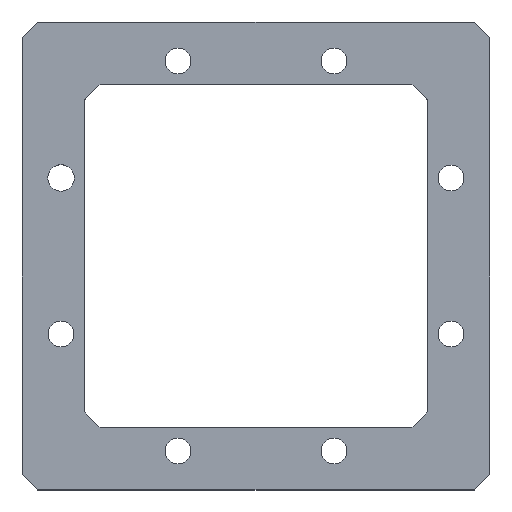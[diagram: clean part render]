
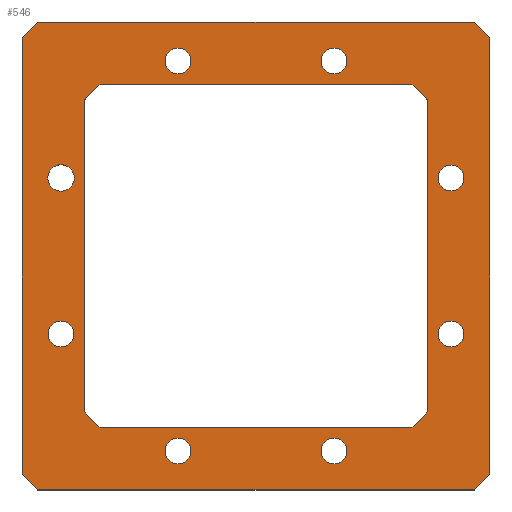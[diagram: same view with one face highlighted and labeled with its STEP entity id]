
A CAD part, top view. The second image highlights one B-rep face of the part: STEP entity #546.
In plain terms, the highlighted planar face has unit normal (0, 0, 1).
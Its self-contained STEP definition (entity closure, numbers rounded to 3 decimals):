
#31=CIRCLE('',#592,1.695);
#32=CIRCLE('',#594,1.65);
#33=CIRCLE('',#596,1.65);
#34=CIRCLE('',#598,1.65);
#35=CIRCLE('',#600,1.65);
#36=CIRCLE('',#602,1.65);
#37=CIRCLE('',#604,1.65);
#38=CIRCLE('',#606,1.65);
#48=FACE_BOUND('',#118,.T.);
#49=FACE_BOUND('',#119,.T.);
#50=FACE_BOUND('',#120,.T.);
#51=FACE_BOUND('',#121,.T.);
#52=FACE_BOUND('',#122,.T.);
#53=FACE_BOUND('',#123,.T.);
#54=FACE_BOUND('',#124,.T.);
#55=FACE_BOUND('',#125,.T.);
#56=FACE_BOUND('',#126,.T.);
#82=FACE_OUTER_BOUND('',#117,.T.);
#117=EDGE_LOOP('',(#479,#480,#481,#482,#483,#484,#485,#486));
#118=EDGE_LOOP('',(#487,#488,#489,#490,#491,#492,#493,#494));
#119=EDGE_LOOP('',(#495));
#120=EDGE_LOOP('',(#496));
#121=EDGE_LOOP('',(#497));
#122=EDGE_LOOP('',(#498));
#123=EDGE_LOOP('',(#499));
#124=EDGE_LOOP('',(#500));
#125=EDGE_LOOP('',(#501));
#126=EDGE_LOOP('',(#502));
#129=LINE('',#759,#185);
#133=LINE('',#766,#189);
#136=LINE('',#772,#192);
#139=LINE('',#778,#195);
#142=LINE('',#786,#198);
#144=LINE('',#789,#200);
#148=LINE('',#796,#204);
#149=LINE('',#798,#205);
#151=LINE('',#803,#207);
#157=LINE('',#814,#213);
#164=LINE('',#845,#220);
#167=LINE('',#850,#223);
#168=LINE('',#854,#224);
#171=LINE('',#858,#227);
#172=LINE('',#861,#228);
#182=LINE('',#896,#238);
#185=VECTOR('',#615,10.);
#189=VECTOR('',#621,10.);
#192=VECTOR('',#626,10.);
#195=VECTOR('',#631,10.);
#198=VECTOR('',#636,10.);
#200=VECTOR('',#640,10.);
#204=VECTOR('',#646,10.);
#205=VECTOR('',#649,10.);
#207=VECTOR('',#653,10.);
#213=VECTOR('',#661,10.);
#220=VECTOR('',#688,10.);
#223=VECTOR('',#693,10.);
#224=VECTOR('',#696,10.);
#227=VECTOR('',#701,10.);
#228=VECTOR('',#704,10.);
#238=VECTOR('',#748,10.);
#241=VERTEX_POINT('',#756);
#242=VERTEX_POINT('',#758);
#244=VERTEX_POINT('',#764);
#246=VERTEX_POINT('',#770);
#248=VERTEX_POINT('',#776);
#251=VERTEX_POINT('',#783);
#252=VERTEX_POINT('',#785);
#254=VERTEX_POINT('',#794);
#255=VERTEX_POINT('',#801);
#256=VERTEX_POINT('',#802);
#260=VERTEX_POINT('',#812);
#274=VERTEX_POINT('',#844);
#275=VERTEX_POINT('',#848);
#276=VERTEX_POINT('',#852);
#277=VERTEX_POINT('',#853);
#278=VERTEX_POINT('',#860);
#279=VERTEX_POINT('',#864);
#280=VERTEX_POINT('',#868);
#281=VERTEX_POINT('',#872);
#282=VERTEX_POINT('',#876);
#283=VERTEX_POINT('',#880);
#284=VERTEX_POINT('',#884);
#285=VERTEX_POINT('',#888);
#286=VERTEX_POINT('',#892);
#289=EDGE_CURVE('',#241,#242,#129,.T.);
#293=EDGE_CURVE('',#241,#244,#133,.T.);
#296=EDGE_CURVE('',#246,#244,#136,.T.);
#299=EDGE_CURVE('',#246,#248,#139,.T.);
#302=EDGE_CURVE('',#251,#252,#142,.T.);
#304=EDGE_CURVE('',#251,#242,#144,.T.);
#308=EDGE_CURVE('',#254,#248,#148,.T.);
#309=EDGE_CURVE('',#254,#252,#149,.T.);
#311=EDGE_CURVE('',#255,#256,#151,.T.);
#317=EDGE_CURVE('',#255,#260,#157,.T.);
#332=EDGE_CURVE('',#274,#260,#164,.T.);
#335=EDGE_CURVE('',#274,#275,#167,.T.);
#336=EDGE_CURVE('',#276,#277,#168,.T.);
#339=EDGE_CURVE('',#276,#256,#171,.T.);
#340=EDGE_CURVE('',#278,#275,#172,.T.);
#343=EDGE_CURVE('',#279,#279,#31,.T.);
#345=EDGE_CURVE('',#280,#280,#32,.T.);
#347=EDGE_CURVE('',#281,#281,#33,.T.);
#349=EDGE_CURVE('',#282,#282,#34,.T.);
#351=EDGE_CURVE('',#283,#283,#35,.T.);
#353=EDGE_CURVE('',#284,#284,#36,.T.);
#355=EDGE_CURVE('',#285,#285,#37,.T.);
#357=EDGE_CURVE('',#286,#286,#38,.T.);
#358=EDGE_CURVE('',#278,#277,#182,.T.);
#479=ORIENTED_EDGE('',*,*,#311,.F.);
#480=ORIENTED_EDGE('',*,*,#317,.T.);
#481=ORIENTED_EDGE('',*,*,#332,.F.);
#482=ORIENTED_EDGE('',*,*,#335,.T.);
#483=ORIENTED_EDGE('',*,*,#340,.F.);
#484=ORIENTED_EDGE('',*,*,#358,.T.);
#485=ORIENTED_EDGE('',*,*,#336,.F.);
#486=ORIENTED_EDGE('',*,*,#339,.T.);
#487=ORIENTED_EDGE('',*,*,#304,.T.);
#488=ORIENTED_EDGE('',*,*,#289,.F.);
#489=ORIENTED_EDGE('',*,*,#293,.T.);
#490=ORIENTED_EDGE('',*,*,#296,.F.);
#491=ORIENTED_EDGE('',*,*,#299,.T.);
#492=ORIENTED_EDGE('',*,*,#308,.F.);
#493=ORIENTED_EDGE('',*,*,#309,.T.);
#494=ORIENTED_EDGE('',*,*,#302,.F.);
#495=ORIENTED_EDGE('',*,*,#343,.T.);
#496=ORIENTED_EDGE('',*,*,#345,.T.);
#497=ORIENTED_EDGE('',*,*,#347,.T.);
#498=ORIENTED_EDGE('',*,*,#349,.T.);
#499=ORIENTED_EDGE('',*,*,#351,.T.);
#500=ORIENTED_EDGE('',*,*,#353,.T.);
#501=ORIENTED_EDGE('',*,*,#355,.T.);
#502=ORIENTED_EDGE('',*,*,#357,.T.);
#520=PLANE('',#608);
#546=ADVANCED_FACE('',(#82,#48,#49,#50,#51,#52,#53,#54,#55,#56),#520,.T.);
#592=AXIS2_PLACEMENT_3D('',#866,#709,#710);
#594=AXIS2_PLACEMENT_3D('',#870,#714,#715);
#596=AXIS2_PLACEMENT_3D('',#874,#719,#720);
#598=AXIS2_PLACEMENT_3D('',#878,#724,#725);
#600=AXIS2_PLACEMENT_3D('',#882,#729,#730);
#602=AXIS2_PLACEMENT_3D('',#886,#734,#735);
#604=AXIS2_PLACEMENT_3D('',#890,#739,#740);
#606=AXIS2_PLACEMENT_3D('',#894,#744,#745);
#608=AXIS2_PLACEMENT_3D('',#897,#749,#750);
#615=DIRECTION('',(-0.707,-0.707,0.));
#621=DIRECTION('',(1.,0.,0.));
#626=DIRECTION('',(-0.707,0.707,0.));
#631=DIRECTION('',(0.,-1.,0.));
#636=DIRECTION('',(0.707,-0.707,0.));
#640=DIRECTION('',(0.,1.,0.));
#646=DIRECTION('',(0.707,0.707,0.));
#649=DIRECTION('',(-1.,0.,0.));
#653=DIRECTION('',(-0.707,0.707,0.));
#661=DIRECTION('',(1.,0.,0.));
#688=DIRECTION('',(-0.707,-0.707,0.));
#693=DIRECTION('',(0.,1.,0.));
#696=DIRECTION('',(0.707,0.707,0.));
#701=DIRECTION('',(0.,-1.,0.));
#704=DIRECTION('',(0.707,-0.707,0.));
#709=DIRECTION('center_axis',(0.,0.,-1.));
#710=DIRECTION('ref_axis',(-1.,0.,0.));
#714=DIRECTION('center_axis',(0.,0.,-1.));
#715=DIRECTION('ref_axis',(-1.,0.,0.));
#719=DIRECTION('center_axis',(0.,0.,-1.));
#720=DIRECTION('ref_axis',(-1.,0.,0.));
#724=DIRECTION('center_axis',(0.,0.,-1.));
#725=DIRECTION('ref_axis',(-1.,0.,0.));
#729=DIRECTION('center_axis',(0.,0.,-1.));
#730=DIRECTION('ref_axis',(-1.,0.,0.));
#734=DIRECTION('center_axis',(0.,0.,-1.));
#735=DIRECTION('ref_axis',(-1.,0.,0.));
#739=DIRECTION('center_axis',(0.,0.,-1.));
#740=DIRECTION('ref_axis',(-1.,0.,0.));
#744=DIRECTION('center_axis',(0.,0.,-1.));
#745=DIRECTION('ref_axis',(-1.,0.,0.));
#748=DIRECTION('',(-1.,0.,0.));
#749=DIRECTION('center_axis',(0.,0.,1.));
#750=DIRECTION('ref_axis',(1.,0.,0.));
#756=CARTESIAN_POINT('',(-60.679,11.,5.));
#758=CARTESIAN_POINT('',(-62.679,9.,5.));
#759=CARTESIAN_POINT('',(-61.679,10.,5.));
#764=CARTESIAN_POINT('',(-20.679,11.,5.));
#766=CARTESIAN_POINT('',(-29.679,11.,5.));
#770=CARTESIAN_POINT('',(-18.679,9.,5.));
#772=CARTESIAN_POINT('',(-19.679,10.,5.));
#776=CARTESIAN_POINT('',(-18.679,-31.,5.));
#778=CARTESIAN_POINT('',(-18.679,-22.,5.));
#783=CARTESIAN_POINT('',(-62.679,-31.,5.));
#785=CARTESIAN_POINT('',(-60.679,-33.,5.));
#786=CARTESIAN_POINT('',(-61.679,-32.,5.));
#789=CARTESIAN_POINT('',(-62.679,0.,5.));
#794=CARTESIAN_POINT('',(-20.679,-33.,5.));
#796=CARTESIAN_POINT('',(-19.679,-32.,5.));
#798=CARTESIAN_POINT('',(-51.679,-33.,5.));
#801=CARTESIAN_POINT('',(-68.679,-41.,5.));
#802=CARTESIAN_POINT('',(-70.679,-39.,5.));
#803=CARTESIAN_POINT('',(-69.679,-40.,5.));
#812=CARTESIAN_POINT('',(-12.679,-41.,5.));
#814=CARTESIAN_POINT('',(-10.679,-41.,5.));
#844=CARTESIAN_POINT('',(-10.679,-39.,5.));
#845=CARTESIAN_POINT('',(-11.679,-40.,5.));
#848=CARTESIAN_POINT('',(-10.679,17.,5.));
#850=CARTESIAN_POINT('',(-10.679,19.,5.));
#852=CARTESIAN_POINT('',(-70.679,17.,5.));
#853=CARTESIAN_POINT('',(-68.679,19.,5.));
#854=CARTESIAN_POINT('',(-69.679,18.,5.));
#858=CARTESIAN_POINT('',(-70.679,-41.,5.));
#860=CARTESIAN_POINT('',(-12.679,19.,5.));
#861=CARTESIAN_POINT('',(-11.679,18.,5.));
#864=CARTESIAN_POINT('',(-63.985,-1.,5.));
#866=CARTESIAN_POINT('Origin',(-65.679,-1.,5.));
#868=CARTESIAN_POINT('',(-64.029,-21.,5.));
#870=CARTESIAN_POINT('Origin',(-65.679,-21.,5.));
#872=CARTESIAN_POINT('',(-14.029,-21.,5.));
#874=CARTESIAN_POINT('Origin',(-15.679,-21.,5.));
#876=CARTESIAN_POINT('',(-29.029,-36.,5.));
#878=CARTESIAN_POINT('Origin',(-30.679,-36.,5.));
#880=CARTESIAN_POINT('',(-49.029,-36.,5.));
#882=CARTESIAN_POINT('Origin',(-50.679,-36.,5.));
#884=CARTESIAN_POINT('',(-49.029,14.,5.));
#886=CARTESIAN_POINT('Origin',(-50.679,14.,5.));
#888=CARTESIAN_POINT('',(-29.029,14.,5.));
#890=CARTESIAN_POINT('Origin',(-30.679,14.,5.));
#892=CARTESIAN_POINT('',(-14.029,-1.,5.));
#894=CARTESIAN_POINT('Origin',(-15.679,-1.,5.));
#896=CARTESIAN_POINT('',(-70.679,19.,5.));
#897=CARTESIAN_POINT('Origin',(-40.679,-11.,5.));
